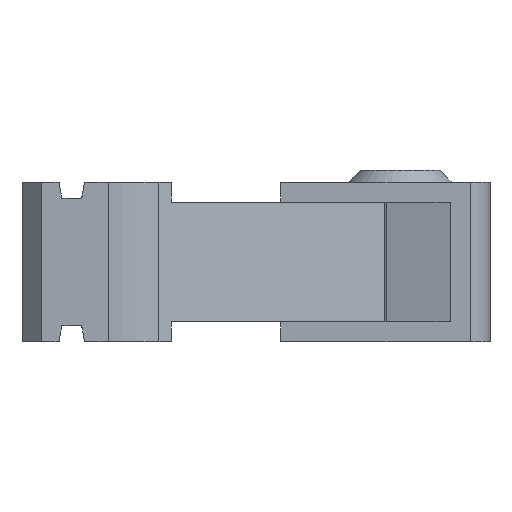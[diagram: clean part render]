
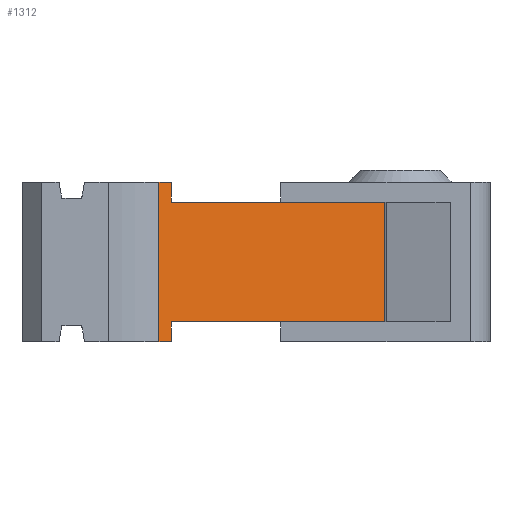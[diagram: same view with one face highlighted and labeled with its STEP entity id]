
A CAD part, front view. The second image highlights one B-rep face of the part: STEP entity #1312.
In plain terms, the highlighted planar face has unit normal (0.509, -0.861, 0).
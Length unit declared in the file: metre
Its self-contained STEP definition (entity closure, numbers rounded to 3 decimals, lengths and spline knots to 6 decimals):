
#26 = PLANE('',#27);
#27 = AXIS2_PLACEMENT_3D('',#28,#29,#30);
#28 = CARTESIAN_POINT('',(0.,0.0001,0.07));
#29 = DIRECTION('',(0.,0.,1.));
#30 = DIRECTION('',(1.,0.,0.));
#176 = VERTEX_POINT('',#177);
#177 = CARTESIAN_POINT('',(0.075,0.010756,
    0.07));
#191 = PLANE('',#192);
#192 = AXIS2_PLACEMENT_3D('',#193,#194,#195);
#193 = CARTESIAN_POINT('',(0.075,0.1201,
    0.08));
#194 = DIRECTION('',(-1.,-0.,0.));
#195 = DIRECTION('',(0.,-1.,-0.));
#203 = EDGE_CURVE('',#176,#204,#206,.T.);
#204 = VERTEX_POINT('',#205);
#205 = CARTESIAN_POINT('',(0.182,0.0741,
    0.07));
#206 = SURFACE_CURVE('',#207,(#211,#218),.PCURVE_S2.);
#207 = LINE('',#208,#209);
#208 = CARTESIAN_POINT('',(0.035896,-0.012393,
    0.07));
#209 = VECTOR('',#210,1.);
#210 = DIRECTION('',(0.861,0.509,-0.));
#211 = PCURVE('',#26,#212);
#212 = DEFINITIONAL_REPRESENTATION('',(#213),#217);
#213 = LINE('',#214,#215);
#214 = CARTESIAN_POINT('',(0.036,-0.012));
#215 = VECTOR('',#216,1.);
#216 = DIRECTION('',(0.861,0.509));
#217 = ( GEOMETRIC_REPRESENTATION_CONTEXT(2) 
PARAMETRIC_REPRESENTATION_CONTEXT() REPRESENTATION_CONTEXT('2D SPACE',''
  ) );
#218 = PCURVE('',#219,#224);
#219 = PLANE('',#220);
#220 = AXIS2_PLACEMENT_3D('',#221,#222,#223);
#221 = CARTESIAN_POINT('',(0.057,0.0001,0.));
#222 = DIRECTION('',(-0.509,0.861,0.));
#223 = DIRECTION('',(0.861,0.509,0.));
#224 = DEFINITIONAL_REPRESENTATION('',(#225),#229);
#225 = LINE('',#226,#227);
#226 = CARTESIAN_POINT('',(-0.025,-0.07));
#227 = VECTOR('',#228,1.);
#228 = DIRECTION('',(1.,0.));
#229 = ( GEOMETRIC_REPRESENTATION_CONTEXT(2) 
PARAMETRIC_REPRESENTATION_CONTEXT() REPRESENTATION_CONTEXT('2D SPACE',''
  ) );
#247 = PLANE('',#248);
#248 = AXIS2_PLACEMENT_3D('',#249,#250,#251);
#249 = CARTESIAN_POINT('',(0.182,0.0741,0.));
#250 = DIRECTION('',(-0.981,0.196,0.));
#251 = DIRECTION('',(0.196,0.981,0.));
#473 = PLANE('',#474);
#474 = AXIS2_PLACEMENT_3D('',#475,#476,#477);
#475 = CARTESIAN_POINT('',(0.,0.0001,0.01));
#476 = DIRECTION('',(0.,0.,1.));
#477 = DIRECTION('',(1.,0.,0.));
#1026 = PLANE('',#1027);
#1027 = AXIS2_PLACEMENT_3D('',#1028,#1029,#1030);
#1028 = CARTESIAN_POINT('',(0.182,0.0741,
    0.08));
#1029 = DIRECTION('',(0.,0.,1.));
#1030 = DIRECTION('',(0.861,0.509,0.));
#1082 = PLANE('',#1083);
#1083 = AXIS2_PLACEMENT_3D('',#1084,#1085,#1086);
#1084 = CARTESIAN_POINT('',(0.182,0.0741,0.));
#1085 = DIRECTION('',(0.,0.,1.));
#1086 = DIRECTION('',(0.861,0.509,-0.));
#1110 = PLANE('',#1111);
#1111 = AXIS2_PLACEMENT_3D('',#1112,#1113,#1114);
#1112 = CARTESIAN_POINT('',(0.075,0.1201,0.));
#1113 = DIRECTION('',(1.,0.,-0.));
#1114 = DIRECTION('',(0.,-1.,0.));
#1219 = VERTEX_POINT('',#1220);
#1220 = CARTESIAN_POINT('',(0.075,0.010756,
    0.08));
#1243 = EDGE_CURVE('',#176,#1219,#1244,.T.);
#1244 = SURFACE_CURVE('',#1245,(#1249,#1256),.PCURVE_S2.);
#1245 = LINE('',#1246,#1247);
#1246 = CARTESIAN_POINT('',(0.075,0.010756,
    0.04));
#1247 = VECTOR('',#1248,1.);
#1248 = DIRECTION('',(0.,0.,1.));
#1249 = PCURVE('',#191,#1250);
#1250 = DEFINITIONAL_REPRESENTATION('',(#1251),#1255);
#1251 = LINE('',#1252,#1253);
#1252 = CARTESIAN_POINT('',(0.109,-0.04));
#1253 = VECTOR('',#1254,1.);
#1254 = DIRECTION('',(0.,1.));
#1255 = ( GEOMETRIC_REPRESENTATION_CONTEXT(2) 
PARAMETRIC_REPRESENTATION_CONTEXT() REPRESENTATION_CONTEXT('2D SPACE',''
  ) );
#1256 = PCURVE('',#219,#1257);
#1257 = DEFINITIONAL_REPRESENTATION('',(#1258),#1262);
#1258 = LINE('',#1259,#1260);
#1259 = CARTESIAN_POINT('',(0.021,-0.04));
#1260 = VECTOR('',#1261,1.);
#1261 = DIRECTION('',(0.,-1.));
#1262 = ( GEOMETRIC_REPRESENTATION_CONTEXT(2) 
PARAMETRIC_REPRESENTATION_CONTEXT() REPRESENTATION_CONTEXT('2D SPACE',''
  ) );
#1312 = ADVANCED_FACE('',(#1313),#219,.F.);
#1313 = FACE_BOUND('',#1314,.F.);
#1314 = EDGE_LOOP('',(#1315,#1338,#1339,#1340,#1363,#1386,#1409,#1432));
#1315 = ORIENTED_EDGE('',*,*,#1316,.T.);
#1316 = EDGE_CURVE('',#1317,#1219,#1319,.T.);
#1317 = VERTEX_POINT('',#1318);
#1318 = CARTESIAN_POINT('',(0.068781,0.007074,
    0.08));
#1319 = SURFACE_CURVE('',#1320,(#1324,#1331),.PCURVE_S2.);
#1320 = LINE('',#1321,#1322);
#1321 = CARTESIAN_POINT('',(0.057,0.0001,
    0.08));
#1322 = VECTOR('',#1323,1.);
#1323 = DIRECTION('',(0.861,0.509,0.));
#1324 = PCURVE('',#219,#1325);
#1325 = DEFINITIONAL_REPRESENTATION('',(#1326),#1330);
#1326 = LINE('',#1327,#1328);
#1327 = CARTESIAN_POINT('',(0.,-0.08));
#1328 = VECTOR('',#1329,1.);
#1329 = DIRECTION('',(1.,0.));
#1330 = ( GEOMETRIC_REPRESENTATION_CONTEXT(2) 
PARAMETRIC_REPRESENTATION_CONTEXT() REPRESENTATION_CONTEXT('2D SPACE',''
  ) );
#1331 = PCURVE('',#1026,#1332);
#1332 = DEFINITIONAL_REPRESENTATION('',(#1333),#1337);
#1333 = LINE('',#1334,#1335);
#1334 = CARTESIAN_POINT('',(-0.145,0.));
#1335 = VECTOR('',#1336,1.);
#1336 = DIRECTION('',(1.,0.));
#1337 = ( GEOMETRIC_REPRESENTATION_CONTEXT(2) 
PARAMETRIC_REPRESENTATION_CONTEXT() REPRESENTATION_CONTEXT('2D SPACE',''
  ) );
#1338 = ORIENTED_EDGE('',*,*,#1243,.F.);
#1339 = ORIENTED_EDGE('',*,*,#203,.T.);
#1340 = ORIENTED_EDGE('',*,*,#1341,.F.);
#1341 = EDGE_CURVE('',#1342,#204,#1344,.T.);
#1342 = VERTEX_POINT('',#1343);
#1343 = CARTESIAN_POINT('',(0.182,0.0741,
    0.01));
#1344 = SURFACE_CURVE('',#1345,(#1349,#1356),.PCURVE_S2.);
#1345 = LINE('',#1346,#1347);
#1346 = CARTESIAN_POINT('',(0.182,0.0741,0.));
#1347 = VECTOR('',#1348,1.);
#1348 = DIRECTION('',(0.,0.,1.));
#1349 = PCURVE('',#219,#1350);
#1350 = DEFINITIONAL_REPRESENTATION('',(#1351),#1355);
#1351 = LINE('',#1352,#1353);
#1352 = CARTESIAN_POINT('',(0.145,0.));
#1353 = VECTOR('',#1354,1.);
#1354 = DIRECTION('',(0.,-1.));
#1355 = ( GEOMETRIC_REPRESENTATION_CONTEXT(2) 
PARAMETRIC_REPRESENTATION_CONTEXT() REPRESENTATION_CONTEXT('2D SPACE',''
  ) );
#1356 = PCURVE('',#247,#1357);
#1357 = DEFINITIONAL_REPRESENTATION('',(#1358),#1362);
#1358 = LINE('',#1359,#1360);
#1359 = CARTESIAN_POINT('',(0.,0.));
#1360 = VECTOR('',#1361,1.);
#1361 = DIRECTION('',(0.,-1.));
#1362 = ( GEOMETRIC_REPRESENTATION_CONTEXT(2) 
PARAMETRIC_REPRESENTATION_CONTEXT() REPRESENTATION_CONTEXT('2D SPACE',''
  ) );
#1363 = ORIENTED_EDGE('',*,*,#1364,.F.);
#1364 = EDGE_CURVE('',#1365,#1342,#1367,.T.);
#1365 = VERTEX_POINT('',#1366);
#1366 = CARTESIAN_POINT('',(0.075,0.010756,
    0.01));
#1367 = SURFACE_CURVE('',#1368,(#1372,#1379),.PCURVE_S2.);
#1368 = LINE('',#1369,#1370);
#1369 = CARTESIAN_POINT('',(0.035896,-0.012393,
    0.01));
#1370 = VECTOR('',#1371,1.);
#1371 = DIRECTION('',(0.861,0.509,-0.));
#1372 = PCURVE('',#219,#1373);
#1373 = DEFINITIONAL_REPRESENTATION('',(#1374),#1378);
#1374 = LINE('',#1375,#1376);
#1375 = CARTESIAN_POINT('',(-0.025,-0.01));
#1376 = VECTOR('',#1377,1.);
#1377 = DIRECTION('',(1.,0.));
#1378 = ( GEOMETRIC_REPRESENTATION_CONTEXT(2) 
PARAMETRIC_REPRESENTATION_CONTEXT() REPRESENTATION_CONTEXT('2D SPACE',''
  ) );
#1379 = PCURVE('',#473,#1380);
#1380 = DEFINITIONAL_REPRESENTATION('',(#1381),#1385);
#1381 = LINE('',#1382,#1383);
#1382 = CARTESIAN_POINT('',(0.036,-0.012));
#1383 = VECTOR('',#1384,1.);
#1384 = DIRECTION('',(0.861,0.509));
#1385 = ( GEOMETRIC_REPRESENTATION_CONTEXT(2) 
PARAMETRIC_REPRESENTATION_CONTEXT() REPRESENTATION_CONTEXT('2D SPACE',''
  ) );
#1386 = ORIENTED_EDGE('',*,*,#1387,.T.);
#1387 = EDGE_CURVE('',#1365,#1388,#1390,.T.);
#1388 = VERTEX_POINT('',#1389);
#1389 = CARTESIAN_POINT('',(0.075,0.010756,0.));
#1390 = SURFACE_CURVE('',#1391,(#1395,#1402),.PCURVE_S2.);
#1391 = LINE('',#1392,#1393);
#1392 = CARTESIAN_POINT('',(0.075,0.010756,0.));
#1393 = VECTOR('',#1394,1.);
#1394 = DIRECTION('',(-0.,0.,-1.));
#1395 = PCURVE('',#219,#1396);
#1396 = DEFINITIONAL_REPRESENTATION('',(#1397),#1401);
#1397 = LINE('',#1398,#1399);
#1398 = CARTESIAN_POINT('',(0.021,0.));
#1399 = VECTOR('',#1400,1.);
#1400 = DIRECTION('',(0.,1.));
#1401 = ( GEOMETRIC_REPRESENTATION_CONTEXT(2) 
PARAMETRIC_REPRESENTATION_CONTEXT() REPRESENTATION_CONTEXT('2D SPACE',''
  ) );
#1402 = PCURVE('',#1110,#1403);
#1403 = DEFINITIONAL_REPRESENTATION('',(#1404),#1408);
#1404 = LINE('',#1405,#1406);
#1405 = CARTESIAN_POINT('',(0.109,0.));
#1406 = VECTOR('',#1407,1.);
#1407 = DIRECTION('',(-0.,1.));
#1408 = ( GEOMETRIC_REPRESENTATION_CONTEXT(2) 
PARAMETRIC_REPRESENTATION_CONTEXT() REPRESENTATION_CONTEXT('2D SPACE',''
  ) );
#1409 = ORIENTED_EDGE('',*,*,#1410,.F.);
#1410 = EDGE_CURVE('',#1411,#1388,#1413,.T.);
#1411 = VERTEX_POINT('',#1412);
#1412 = CARTESIAN_POINT('',(0.068781,0.007074,0.));
#1413 = SURFACE_CURVE('',#1414,(#1418,#1425),.PCURVE_S2.);
#1414 = LINE('',#1415,#1416);
#1415 = CARTESIAN_POINT('',(0.057,0.0001,0.));
#1416 = VECTOR('',#1417,1.);
#1417 = DIRECTION('',(0.861,0.509,0.));
#1418 = PCURVE('',#219,#1419);
#1419 = DEFINITIONAL_REPRESENTATION('',(#1420),#1424);
#1420 = LINE('',#1421,#1422);
#1421 = CARTESIAN_POINT('',(0.,0.));
#1422 = VECTOR('',#1423,1.);
#1423 = DIRECTION('',(1.,0.));
#1424 = ( GEOMETRIC_REPRESENTATION_CONTEXT(2) 
PARAMETRIC_REPRESENTATION_CONTEXT() REPRESENTATION_CONTEXT('2D SPACE',''
  ) );
#1425 = PCURVE('',#1082,#1426);
#1426 = DEFINITIONAL_REPRESENTATION('',(#1427),#1431);
#1427 = LINE('',#1428,#1429);
#1428 = CARTESIAN_POINT('',(-0.145,0.));
#1429 = VECTOR('',#1430,1.);
#1430 = DIRECTION('',(1.,0.));
#1431 = ( GEOMETRIC_REPRESENTATION_CONTEXT(2) 
PARAMETRIC_REPRESENTATION_CONTEXT() REPRESENTATION_CONTEXT('2D SPACE',''
  ) );
#1432 = ORIENTED_EDGE('',*,*,#1433,.T.);
#1433 = EDGE_CURVE('',#1411,#1317,#1434,.T.);
#1434 = SURFACE_CURVE('',#1435,(#1439,#1446),.PCURVE_S2.);
#1435 = LINE('',#1436,#1437);
#1436 = CARTESIAN_POINT('',(0.068781,0.007074,0.));
#1437 = VECTOR('',#1438,1.);
#1438 = DIRECTION('',(0.,0.,1.));
#1439 = PCURVE('',#219,#1440);
#1440 = DEFINITIONAL_REPRESENTATION('',(#1441),#1445);
#1441 = LINE('',#1442,#1443);
#1442 = CARTESIAN_POINT('',(0.014,0.));
#1443 = VECTOR('',#1444,1.);
#1444 = DIRECTION('',(0.,-1.));
#1445 = ( GEOMETRIC_REPRESENTATION_CONTEXT(2) 
PARAMETRIC_REPRESENTATION_CONTEXT() REPRESENTATION_CONTEXT('2D SPACE',''
  ) );
#1446 = PCURVE('',#1447,#1452);
#1447 = CYLINDRICAL_SURFACE('',#1448,0.05);
#1448 = AXIS2_PLACEMENT_3D('',#1449,#1450,#1451);
#1449 = CARTESIAN_POINT('',(0.04331,0.0501,0.));
#1450 = DIRECTION('',(-0.,-0.,-1.));
#1451 = DIRECTION('',(0.509,-0.861,0.));
#1452 = DEFINITIONAL_REPRESENTATION('',(#1453),#1457);
#1453 = LINE('',#1454,#1455);
#1454 = CARTESIAN_POINT('',(0.,-0.));
#1455 = VECTOR('',#1456,1.);
#1456 = DIRECTION('',(0.,-1.));
#1457 = ( GEOMETRIC_REPRESENTATION_CONTEXT(2) 
PARAMETRIC_REPRESENTATION_CONTEXT() REPRESENTATION_CONTEXT('2D SPACE',''
  ) );
